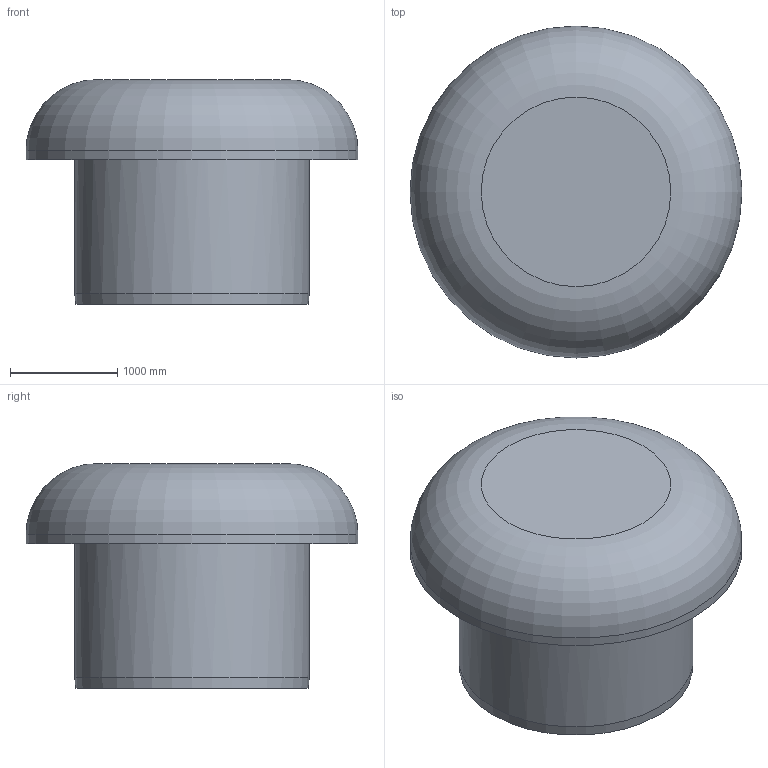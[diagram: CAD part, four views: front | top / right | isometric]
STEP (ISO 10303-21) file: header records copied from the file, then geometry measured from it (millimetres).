
FILE_DESCRIPTION(/* description */ (''),/* implementation_level */ '2;1');
FILE_NAME(/* name */ '21203.200X_3D.stp',/* time_stamp */ '2024-12-12T08:15:22+01:00',/* author */ ('CAD'),/* organization */ (''),/* preprocessor_version */ 'ST-DEVELOPER v20',/* originating_system */ 'AutoCAD Mechanical',/* authorisation */ '');
FILE_SCHEMA (('AUTOMOTIVE_DESIGN { 1 0 10303 214 3 1 1 }'));
Length unit declared in the file: centimetre
Products named in the file (1): Product
Bounding box: 3100 x 3100 x 2100 mm (x, y, z)
Volume: 379801665.2 mm3; surface area: 44362030.6 mm2
Topology: 2 solids, 2 shells, 34 faces, 88 edges, 58 vertices
Faces by surface type: plane 20, cylinder 10, cone 2, torus 2
Full cylindrical faces by diameter (mm): 2150 x1, 2190 x1, 3070 x1, 3100 x1
Entity records: 1254 total; most frequent: CARTESIAN_POINT 385, DIRECTION 178, ORIENTED_EDGE 176, EDGE_CURVE 88, AXIS2_PLACEMENT_3D 67, VERTEX_POINT 58, LINE 44, VECTOR 44
